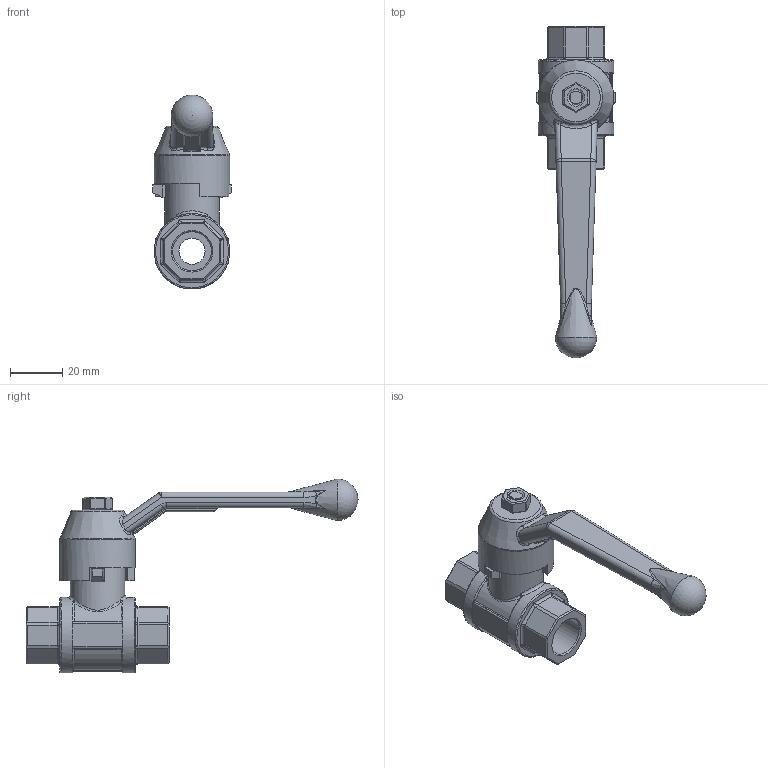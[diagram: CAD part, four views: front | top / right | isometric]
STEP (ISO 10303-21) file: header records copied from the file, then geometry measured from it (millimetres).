
FILE_DESCRIPTION(/* description */ ('Unknown'),/* implementation_level */ '2;1');
FILE_NAME(/* name */ '852-03',/* time_stamp */ '2022-08-09T11:42:12+02:00',/* author */ ('Unknown'),/* organization */ ('Unknown'),/* preprocessor_version */ 'ST-DEVELOPER v16.7',/* originating_system */ 'Solid Edge',/* authorisation */ 'Unknown');
FILE_SCHEMA (('AUTOMOTIVE_DESIGN {1 0 10303 214 3 1 1}'));
Length unit declared in the file: millimetre
Products named in the file (4): 2.852.012; 2.101.012; Hebel f黵 3_8 - 1_2; DIN934-M6.1.1
Assembly tree (3 placements, depth 2):
  2.852.012
    2.101.012
    Hebel f黵 3_8 - 1_2
    DIN934-M6.1.1
Bounding box: 30 x 127.5 x 74.5 mm (x, y, z)
Volume: 48019.8 mm3; surface area: 17081.1 mm2
Topology: 3 solids, 4 shells, 313 faces, 778 edges, 455 vertices
Faces by surface type: plane 155, cylinder 73, bspline 56, torus 16, cone 8, sphere 5
Full cylindrical faces by diameter (mm): 5 x2, 6 x1, 10 x1, 14.95 x2, 21 x1, 24 x1, 29 x3
Entity records: 11212 total; most frequent: CARTESIAN_POINT 3144, ORIENTED_EDGE 1436, DIRECTION 1250, EDGE_CURVE 718, VERTEX_POINT 442, AXIS2_PLACEMENT_3D 435, LINE 380, VECTOR 380
